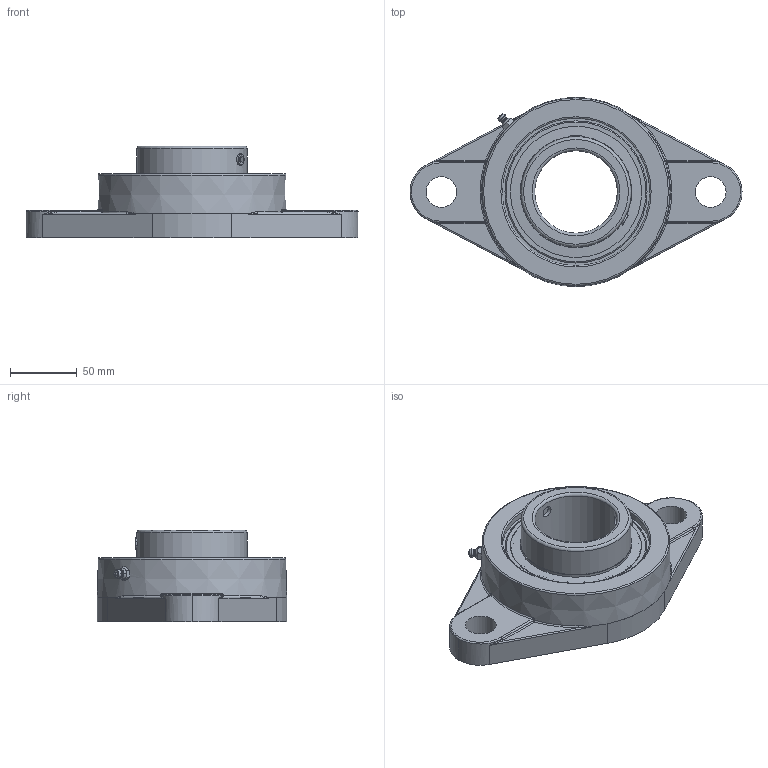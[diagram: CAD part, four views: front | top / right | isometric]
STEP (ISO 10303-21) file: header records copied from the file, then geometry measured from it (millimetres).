
FILE_DESCRIPTION(('HOOPS Exchange Step'),'2;1');
FILE_NAME('export-35A2D516-51C8-46C9-ADC7-E25DF08CAF19.stp','2019-12-13T08:32:33-08:00',('ibuslach'),('Alibre'),'HOOPS Exchange 2019.2','Alibre','Unknown authorisation');
FILE_SCHEMA( ('AP242_MANAGED_MODEL_BASED_3D_ENGINEERING_MIM_LF {1 0 10303 442 1 1 4 }') );
Length unit declared in the file: centimetre
Products named in the file (7): MRN SFL 212; UCP ZERK 6mm; SUC 212-39 RACES; SUC 212 SHIELD; SUC 212 SS; MRN SUC 212-39; MRN SUCFL 212-39
Assembly tree (8 placements, depth 3):
  MRN SUCFL 212-39
    MRN SFL 212
    UCP ZERK 6mm
    MRN SUC 212-39
      SUC 212-39 RACES
      SUC 212 SHIELD  x2
      SUC 212 SS  x2
Bounding box: 249 x 142 x 68.7 mm (x, y, z)
Volume: 610874.6 mm3; surface area: 139578.2 mm2
Topology: 8 solids, 8 shells, 191 faces, 484 edges, 302 vertices
Faces by surface type: plane 60, cylinder 54, torus 29, cone 19, bspline 16, sphere 13
Full cylindrical faces by diameter (mm): 1.763 x2, 5.994 x1, 6 x1, 8.382 x4, 23 x2, 61.913 x1, 82.55 x4, 83.566 x2, 94.498 x2, 98.425 x2, 110.635 x1, 112.635 x1
Entity records: 14318 total; most frequent: CARTESIAN_POINT 9971, DIRECTION 925, ORIENTED_EDGE 858, EDGE_CURVE 429, AXIS2_PLACEMENT_3D 398, VERTEX_POINT 271, CIRCLE 219, EDGE_LOOP 198
